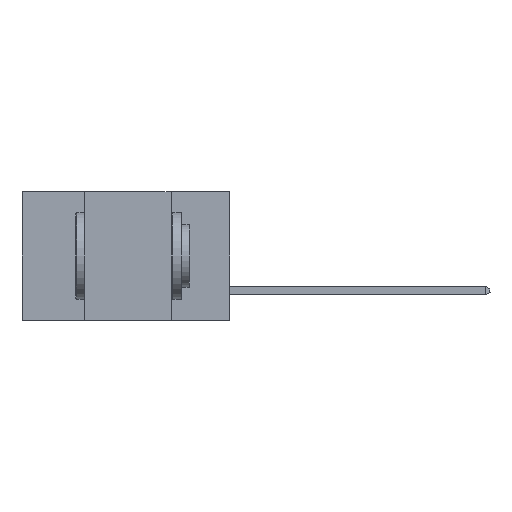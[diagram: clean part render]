
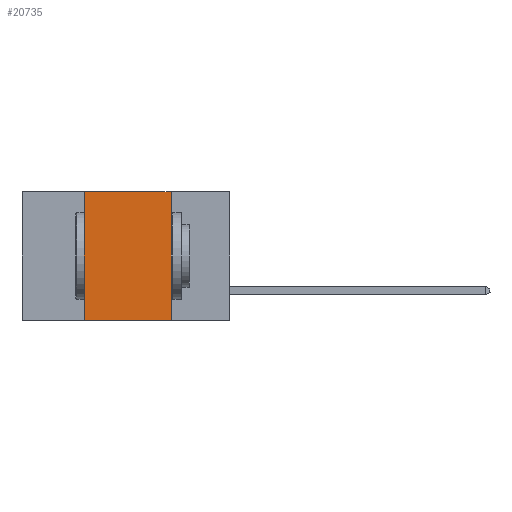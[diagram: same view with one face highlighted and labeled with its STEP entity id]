
A CAD part, left-side view. The second image highlights one B-rep face of the part: STEP entity #20735.
In plain terms, the highlighted planar face has unit normal (-1, 0, 0).
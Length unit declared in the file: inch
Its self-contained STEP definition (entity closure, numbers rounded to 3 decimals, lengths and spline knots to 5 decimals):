
#1869 = VECTOR ( 'NONE', #9114, 39.37008 ) ;
#2100 = VECTOR ( 'NONE', #17778, 39.37008 ) ;
#2730 = CARTESIAN_POINT ( 'NONE',  ( 0., 0.42, 0. ) ) ;
#2938 = PLANE ( 'NONE',  #14161 ) ;
#5200 = LINE ( 'NONE', #25223, #1869 ) ;
#5798 = VERTEX_POINT ( 'NONE', #20519 ) ;
#6922 = ORIENTED_EDGE ( 'NONE', *, *, #19016, .F. ) ;
#8122 = DIRECTION ( 'NONE',  ( 0., -1., 0. ) ) ;
#8381 = EDGE_CURVE ( 'NONE', #30491, #5798, #13750, .T. ) ;
#9114 = DIRECTION ( 'NONE',  ( 0., 0., -1. ) ) ;
#9129 = VERTEX_POINT ( 'NONE', #2730 ) ;
#10057 = CARTESIAN_POINT ( 'NONE',  ( 0., 0.42, -0.37 ) ) ;
#12175 = CARTESIAN_POINT ( 'NONE',  ( 0., 0.6, -0.37 ) ) ;
#12263 = EDGE_CURVE ( 'NONE', #30491, #9129, #28467, .T. ) ;
#12858 = VERTEX_POINT ( 'NONE', #17950 ) ;
#13070 = CARTESIAN_POINT ( 'NONE',  ( 0., 0.6, 0. ) ) ;
#13202 = LINE ( 'NONE', #13070, #25116 ) ;
#13750 = LINE ( 'NONE', #12175, #21540 ) ;
#14161 = AXIS2_PLACEMENT_3D ( 'NONE', #29098, #26409, #14954 ) ;
#14954 = DIRECTION ( 'NONE',  ( 0., 0., -1. ) ) ;
#17679 = EDGE_LOOP ( 'NONE', ( #6922, #29946, #28385, #19896 ) ) ;
#17778 = DIRECTION ( 'NONE',  ( 0., 0., 1. ) ) ;
#17887 = CARTESIAN_POINT ( 'NONE',  ( 0., 0.42, 0. ) ) ;
#17950 = CARTESIAN_POINT ( 'NONE',  ( 0., 0.17, 0. ) ) ;
#19016 = EDGE_CURVE ( 'NONE', #12858, #5798, #5200, .T. ) ;
#19896 = ORIENTED_EDGE ( 'NONE', *, *, #8381, .T. ) ;
#20519 = CARTESIAN_POINT ( 'NONE',  ( 0., 0.17, -0.37 ) ) ;
#20735 = ADVANCED_FACE ( 'NONE', ( #28130 ), #2938, .F. ) ;
#21540 = VECTOR ( 'NONE', #24131, 39.37008 ) ;
#24131 = DIRECTION ( 'NONE',  ( 0., -1., 0. ) ) ;
#25116 = VECTOR ( 'NONE', #8122, 39.37008 ) ;
#25223 = CARTESIAN_POINT ( 'NONE',  ( 0., 0.17, 0. ) ) ;
#26409 = DIRECTION ( 'NONE',  ( 1., 0., 0. ) ) ;
#28130 = FACE_OUTER_BOUND ( 'NONE', #17679, .T. ) ;
#28385 = ORIENTED_EDGE ( 'NONE', *, *, #12263, .F. ) ;
#28467 = LINE ( 'NONE', #17887, #2100 ) ;
#29098 = CARTESIAN_POINT ( 'NONE',  ( 0., 0.6, 0. ) ) ;
#29946 = ORIENTED_EDGE ( 'NONE', *, *, #30076, .F. ) ;
#30076 = EDGE_CURVE ( 'NONE', #9129, #12858, #13202, .T. ) ;
#30491 = VERTEX_POINT ( 'NONE', #10057 ) ;
